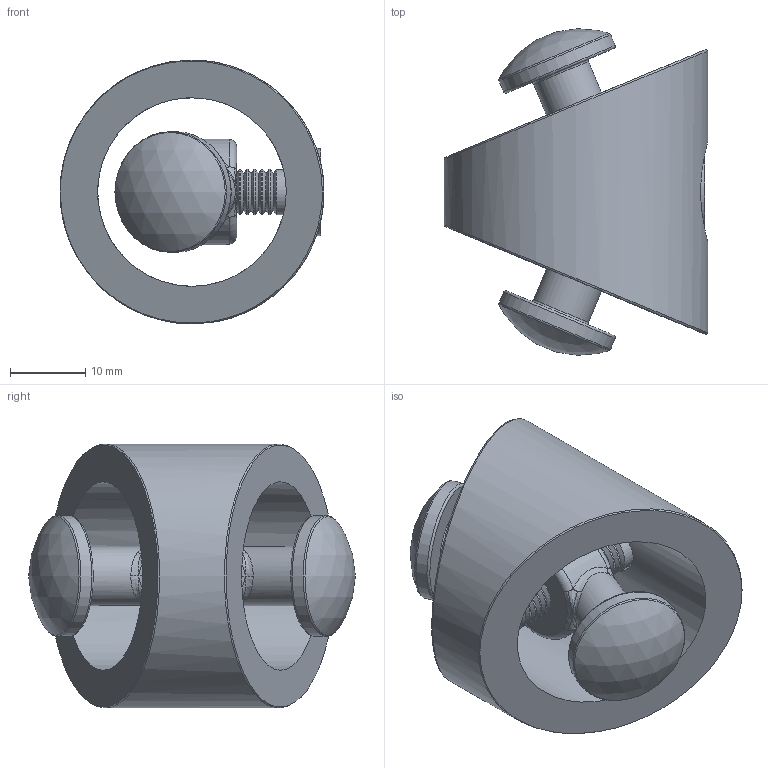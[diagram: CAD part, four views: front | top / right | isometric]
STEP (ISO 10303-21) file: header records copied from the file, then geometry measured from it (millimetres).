
FILE_DESCRIPTION((''),'2;1');
FILE_NAME('AR3348.stp','2016-08-05T09:20:36',('Envy'),(''),'Autodesk Inventor 2013','Autodesk Inventor 2013','');
FILE_SCHEMA(('AUTOMOTIVE_DESIGN { 1 0 10303 214 1 1 1 1 }'));
Length unit declared in the file: millimetre
Products named in the file (4): AR3348; AR3348 I; AR3348 III; AR3348 II
Assembly tree (3 placements, depth 2):
  AR3348
    AR3348 I
    AR3348 III
    AR3348 II
Bounding box: 35 x 43.3 x 35 mm (x, y, z)
Volume: 15046.5 mm3; surface area: 8374.5 mm2
Topology: 3 solids, 3 shells, 139 faces, 358 edges, 227 vertices
Faces by surface type: cone 43, bspline 32, cylinder 31, plane 20, torus 11, sphere 2
Full cylindrical faces by diameter (mm): 5 x1, 6 x20, 6.6 x1, 7.853 x2, 11.57 x1, 16 x2, 25 x1, 35 x1
Entity records: 7022 total; most frequent: CARTESIAN_POINT 4401, DIRECTION 462, ORIENTED_EDGE 438, EDGE_LOOP 226, EDGE_CURVE 219, AXIS2_PLACEMENT_3D 217, VERTEX_POINT 167, FACE_OUTER_BOUND 139
